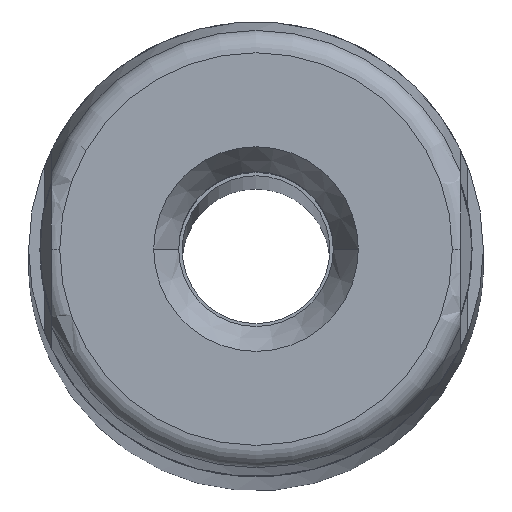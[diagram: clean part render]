
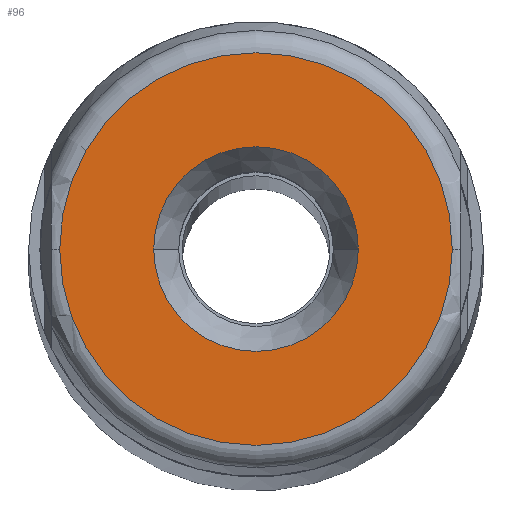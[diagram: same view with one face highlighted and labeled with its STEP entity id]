
A CAD part, top view. The second image highlights one B-rep face of the part: STEP entity #96.
In plain terms, the highlighted planar face has unit normal (0, 0, 1).
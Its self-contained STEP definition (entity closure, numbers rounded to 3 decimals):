
#9 = ORIENTED_EDGE ( 'NONE', *, *, #10, .T. ) ;
#10 = EDGE_CURVE ( 'NONE', #170, #287, #563, .T. ) ;
#24 = EDGE_LOOP ( 'NONE', ( #47, #97 ) ) ;
#26 = EDGE_LOOP ( 'NONE', ( #28, #9 ) ) ;
#28 = ORIENTED_EDGE ( 'NONE', *, *, #284, .T. ) ;
#45 = EDGE_CURVE ( 'NONE', #237, #239, #733, .T. ) ;
#47 = ORIENTED_EDGE ( 'NONE', *, *, #45, .F. ) ;
#96 = ADVANCED_FACE ( 'NONE', ( #658, #739 ), #415, .F. ) ;
#97 = ORIENTED_EDGE ( 'NONE', *, *, #253, .F. ) ;
#170 = VERTEX_POINT ( 'NONE', #948 ) ;
#237 = VERTEX_POINT ( 'NONE', #997 ) ;
#239 = VERTEX_POINT ( 'NONE', #1020 ) ;
#253 = EDGE_CURVE ( 'NONE', #239, #237, #1158, .T. ) ;
#284 = EDGE_CURVE ( 'NONE', #287, #170, #1166, .T. ) ;
#287 = VERTEX_POINT ( 'NONE', #1134 ) ;
#376 = DIRECTION ( 'NONE',  ( 1., 0., 0. ) ) ;
#377 = DIRECTION ( 'NONE',  ( 0., 0., 1. ) ) ;
#378 = CARTESIAN_POINT ( 'NONE',  ( 0., 0., 0. ) ) ;
#379 = AXIS2_PLACEMENT_3D ( 'NONE', #378, #377, #376 ) ;
#415 = PLANE ( 'NONE',  #608 ) ;
#563 = CIRCLE ( 'NONE', #379, 8.632 ) ;
#608 = AXIS2_PLACEMENT_3D ( 'NONE', #741, #742, #668 ) ;
#643 = CARTESIAN_POINT ( 'NONE',  ( 0., 0., 0. ) ) ;
#658 = FACE_BOUND ( 'NONE', #24, .T. ) ;
#668 = DIRECTION ( 'NONE',  ( -1., 0., 0. ) ) ;
#683 = AXIS2_PLACEMENT_3D ( 'NONE', #643, #722, #721 ) ;
#721 = DIRECTION ( 'NONE',  ( 1., 0., 0. ) ) ;
#722 = DIRECTION ( 'NONE',  ( 0., 0., 1. ) ) ;
#733 = CIRCLE ( 'NONE', #683, 4.5 ) ;
#739 = FACE_OUTER_BOUND ( 'NONE', #26, .T. ) ;
#741 = CARTESIAN_POINT ( 'NONE',  ( 0., 0., 0. ) ) ;
#742 = DIRECTION ( 'NONE',  ( 0., 0., -1. ) ) ;
#948 = CARTESIAN_POINT ( 'NONE',  ( -8.632, 0., 0. ) ) ;
#997 = CARTESIAN_POINT ( 'NONE',  ( 4.5, 0., 0. ) ) ;
#1020 = CARTESIAN_POINT ( 'NONE',  ( -4.5, 0., 0. ) ) ;
#1085 = DIRECTION ( 'NONE',  ( 0., 0., 1. ) ) ;
#1111 = DIRECTION ( 'NONE',  ( 1., 0., 0. ) ) ;
#1115 = AXIS2_PLACEMENT_3D ( 'NONE', #1144, #1143, #1142 ) ;
#1134 = CARTESIAN_POINT ( 'NONE',  ( 8.632, 0., 0. ) ) ;
#1142 = DIRECTION ( 'NONE',  ( 1., 0., 0. ) ) ;
#1143 = DIRECTION ( 'NONE',  ( 0., 0., 1. ) ) ;
#1144 = CARTESIAN_POINT ( 'NONE',  ( 0., 0., 0. ) ) ;
#1158 = CIRCLE ( 'NONE', #1179, 4.5 ) ;
#1166 = CIRCLE ( 'NONE', #1115, 8.632 ) ;
#1177 = CARTESIAN_POINT ( 'NONE',  ( 0., 0., 0. ) ) ;
#1179 = AXIS2_PLACEMENT_3D ( 'NONE', #1177, #1085, #1111 ) ;
